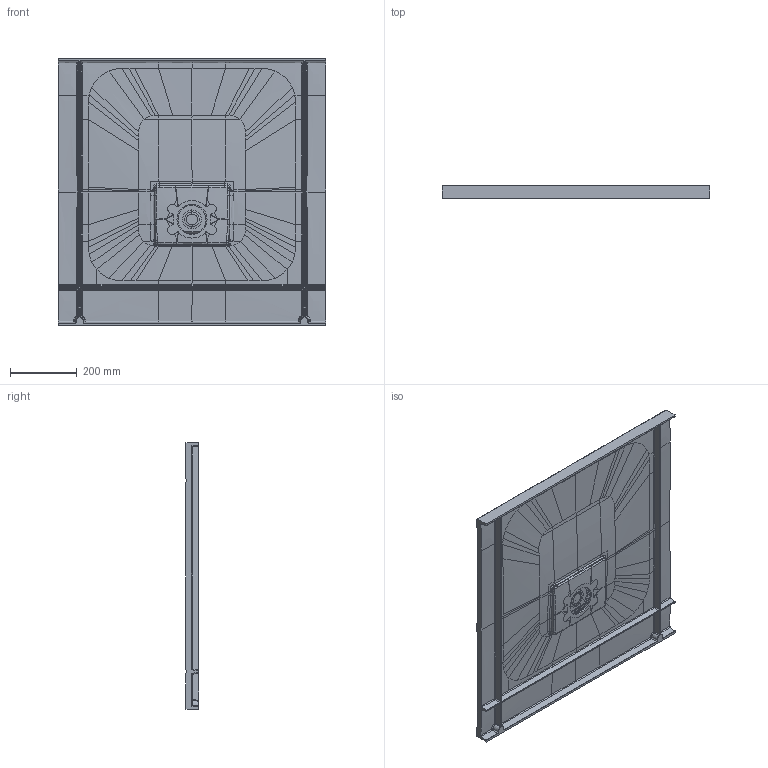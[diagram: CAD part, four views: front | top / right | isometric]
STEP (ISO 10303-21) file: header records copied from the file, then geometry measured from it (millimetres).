
FILE_DESCRIPTION((''),'2;1');
FILE_NAME('UDQ8080SQI1IV_ASM','2023-04-24T10:58:23',('GrootJ'),('Villeroy & Boch Wellness bv'),'CREO PARAMETRIC BY PTC INC, 2022414','CREO PARAMETRIC BY PTC INC, 2022414','');
FILE_SCHEMA(('AP242_MANAGED_MODEL_BASED_3D_ENGINEERING_MIM_LF { 1 0 10303 442 1 1 4 }'));
Products named in the file (41): UDQ8080SQI1IV_SQUARO_INFINITY_1; V3P1304-101_1_1_2_3_4_5_6_7__11; V3P1304-102_1_1_2_3_4_5_6_7___5; V3P1304-102_1_1_2_3_4_5_6_7___6; V3P1304-102_1_1_2_3_4_5_6_7__12_ASM; V3P1304-106_1_1_2_3_4_5_6_7__11; V3P1304-103_1_1_2_3_4_5_6_7__11; V3P1304-104_1_1_2_3_4_5_6_7__11; V3P1304-105_1_1_2_3_4_5_6_7__11; INFINITY_DEKSEL-GLIMLIJN_060_11_ASM; LOGO_INFINITY_06072022_1_1__183; LOGO_INFINITY_06072022_1_1__184; LOGO_INFINITY_06072022_1_1__185; LOGO_INFINITY_06072022_1_1__186; LOGO_INFINITY_06072022_1_1__187; LOGO_INFINITY_06072022_1_1__188; LOGO_INFINITY_06072022_1_1__189; LOGO_INFINITY_06072022_1_1__190; LOGO_INFINITY_06072022_1_1__191; LOGO_INFINITY_06072022_1_1__192; LOGO_INFINITY_06072022_1_1__193; LOGO_INFINITY_06072022_1_1__194; LOGO_INFINITY_06072022_1_1__195; LOGO_INFINITY_06072022_1_1__196; LOGO_INFINITY_06072022_1_1__197; LOGO_INFINITY_06072022_1_1__198; LOGO_INFINITY_06072022_1_1__199; LOGO_INFINITY_06072022_1_1__200; LOGO_INFINITY_06072022_1_1__201; LOGO_INFINITY_06072022_1_1__202; LOGO_INFINITY_06072022_1_1__203; LOGO_INFINITY_06072022_1_1__204; LOGO_INFINITY_06072022_1_1__205; LOGO_INFINITY_06072022_1_1__206; LOGO_INFINITY_06072022_1_1__207; LOGO_INFINITY_06072022_1_1__208; LOGO_INFINITY_06072022_1_1__209; LOGO_INFINITY_06072022_1_1__210; LOGO_INFINITY_06072022_1_1__182_ASM; UDQ8080SQI1IV-SQUARO-INFINITY_A_ASM ...
Assembly tree (43 placements, depth 5):
  UDQ8080SQI1IV_ASM
    UDQ8080SQI1IV-SQUARO-INFINITY_A_ASM
      UDQ8080SQI1IV_SQUARO_INFINITY_1
      INFINITY_DEKSEL-GLIMLIJN_060_11_ASM
        V3P1304-101_1_1_2_3_4_5_6_7__11
        V3P1304-102_1_1_2_3_4_5_6_7__12_ASM
          V3P1304-102_1_1_2_3_4_5_6_7___5
          V3P1304-102_1_1_2_3_4_5_6_7___6
        V3P1304-106_1_1_2_3_4_5_6_7__11  x4
        V3P1304-103_1_1_2_3_4_5_6_7__11
        V3P1304-104_1_1_2_3_4_5_6_7__11
        V3P1304-105_1_1_2_3_4_5_6_7__11
      LOGO_INFINITY_06072022_1_1__182_ASM
        LOGO_INFINITY_06072022_1_1__183
        LOGO_INFINITY_06072022_1_1__184
        LOGO_INFINITY_06072022_1_1__185
        LOGO_INFINITY_06072022_1_1__186
        LOGO_INFINITY_06072022_1_1__187
        LOGO_INFINITY_06072022_1_1__188
        LOGO_INFINITY_06072022_1_1__189
        LOGO_INFINITY_06072022_1_1__190
        LOGO_INFINITY_06072022_1_1__191
        LOGO_INFINITY_06072022_1_1__192
        LOGO_INFINITY_06072022_1_1__193
        LOGO_INFINITY_06072022_1_1__194
        LOGO_INFINITY_06072022_1_1__195
        LOGO_INFINITY_06072022_1_1__196
        LOGO_INFINITY_06072022_1_1__197
        LOGO_INFINITY_06072022_1_1__198
        LOGO_INFINITY_06072022_1_1__199
        LOGO_INFINITY_06072022_1_1__200
        LOGO_INFINITY_06072022_1_1__201
        LOGO_INFINITY_06072022_1_1__202
        LOGO_INFINITY_06072022_1_1__203
        LOGO_INFINITY_06072022_1_1__204
        LOGO_INFINITY_06072022_1_1__205
        LOGO_INFINITY_06072022_1_1__206
        LOGO_INFINITY_06072022_1_1__207
        LOGO_INFINITY_06072022_1_1__208
        LOGO_INFINITY_06072022_1_1__209
        LOGO_INFINITY_06072022_1_1__210
Bounding box: 800 x 39.98 x 800 mm (x, y, z)
Volume: 10980098.5 mm3; surface area: 1619637.5 mm2
Topology: 39 solids, 40 shells, 5883 faces, 14393 edges, 8283 vertices
Faces by surface type: cylinder 1881, bspline 1813, plane 1187, torus 333, sphere 290, extrusion 226, cone 147, revolution 6
Entity records: 293154 total; most frequent: CARTESIAN_POINT 162301, ORIENTED_EDGE 27998, DIRECTION 18172, EDGE_CURVE 14001, VERTEX_POINT 8223, B_SPLINE_CURVE_WITH_KNOTS 6942, AXIS2_PLACEMENT_3D 6650, EDGE_LOOP 5908
